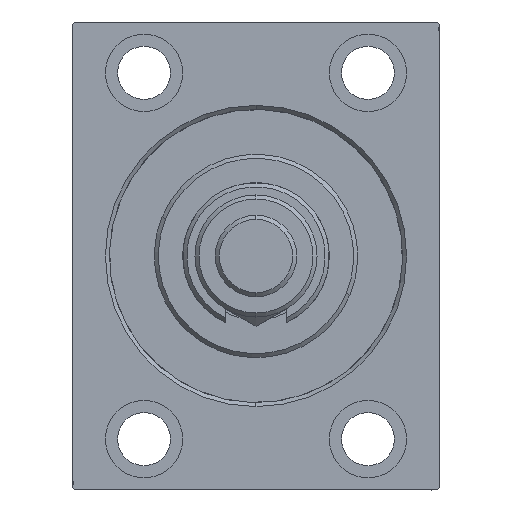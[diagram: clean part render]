
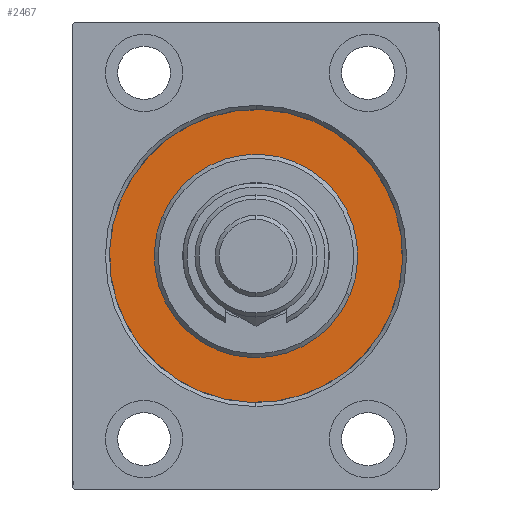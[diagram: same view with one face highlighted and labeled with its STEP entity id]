
A CAD part, left-side view. The second image highlights one B-rep face of the part: STEP entity #2467.
In plain terms, the highlighted face is planar.
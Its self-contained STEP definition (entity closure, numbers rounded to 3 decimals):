
#630 = DIRECTION ( 'NONE',  ( -1., 0., 0. ) ) ;
#1168 = VERTEX_POINT ( 'NONE', #46056 ) ;
#1966 = FACE_BOUND ( 'NONE', #9117, .T. ) ;
#2467 = ADVANCED_FACE ( 'NONE', ( #1966, #27485 ), #27003, .F. ) ;
#3139 = ORIENTED_EDGE ( 'NONE', *, *, #26870, .F. ) ;
#3513 = DIRECTION ( 'NONE',  ( 0., 0., 1. ) ) ;
#6039 = VERTEX_POINT ( 'NONE', #25562 ) ;
#7076 = VERTEX_POINT ( 'NONE', #35894 ) ;
#7859 = EDGE_CURVE ( 'NONE', #6039, #1168, #46119, .T. ) ;
#8786 = AXIS2_PLACEMENT_3D ( 'NONE', #42686, #20782, #35243 ) ;
#9117 = EDGE_LOOP ( 'NONE', ( #3139, #15286 ) ) ;
#9184 = CARTESIAN_POINT ( 'NONE',  ( 0., 0., 0. ) ) ;
#9412 = EDGE_LOOP ( 'NONE', ( #9500, #12284 ) ) ;
#9500 = ORIENTED_EDGE ( 'NONE', *, *, #7859, .F. ) ;
#9560 = AXIS2_PLACEMENT_3D ( 'NONE', #16640, #42619, #9654 ) ;
#9654 = DIRECTION ( 'NONE',  ( 0., 0., 1. ) ) ;
#10782 = DIRECTION ( 'NONE',  ( 0., 0., -1. ) ) ;
#11025 = DIRECTION ( 'NONE',  ( 1., 0., 0. ) ) ;
#12284 = ORIENTED_EDGE ( 'NONE', *, *, #39026, .F. ) ;
#12523 = VERTEX_POINT ( 'NONE', #34746 ) ;
#12722 = AXIS2_PLACEMENT_3D ( 'NONE', #18493, #11025, #10782 ) ;
#13039 = DIRECTION ( 'NONE',  ( 0., 0., 1. ) ) ;
#15286 = ORIENTED_EDGE ( 'NONE', *, *, #25321, .F. ) ;
#16640 = CARTESIAN_POINT ( 'NONE',  ( 0., 0., 0. ) ) ;
#18285 = CIRCLE ( 'NONE', #19078, 36. ) ;
#18493 = CARTESIAN_POINT ( 'NONE',  ( 0., 0., 0. ) ) ;
#19078 = AXIS2_PLACEMENT_3D ( 'NONE', #9184, #35183, #13039 ) ;
#20782 = DIRECTION ( 'NONE',  ( 1., 0., 0. ) ) ;
#23437 = CIRCLE ( 'NONE', #8786, 25. ) ;
#25321 = EDGE_CURVE ( 'NONE', #12523, #7076, #23437, .T. ) ;
#25562 = CARTESIAN_POINT ( 'NONE',  ( 0., 0., -36. ) ) ;
#26870 = EDGE_CURVE ( 'NONE', #7076, #12523, #43442, .T. ) ;
#27003 = PLANE ( 'NONE',  #9560 ) ;
#27485 = FACE_OUTER_BOUND ( 'NONE', #9412, .T. ) ;
#34746 = CARTESIAN_POINT ( 'NONE',  ( 0., 0., -25. ) ) ;
#35183 = DIRECTION ( 'NONE',  ( -1., 0., 0. ) ) ;
#35243 = DIRECTION ( 'NONE',  ( 0., 0., -1. ) ) ;
#35894 = CARTESIAN_POINT ( 'NONE',  ( 0., 0., 25. ) ) ;
#36490 = CARTESIAN_POINT ( 'NONE',  ( 0., 0., 0. ) ) ;
#37665 = AXIS2_PLACEMENT_3D ( 'NONE', #36490, #630, #3513 ) ;
#39026 = EDGE_CURVE ( 'NONE', #1168, #6039, #18285, .T. ) ;
#42619 = DIRECTION ( 'NONE',  ( -1., 0., 0. ) ) ;
#42686 = CARTESIAN_POINT ( 'NONE',  ( 0., 0., 0. ) ) ;
#43442 = CIRCLE ( 'NONE', #12722, 25. ) ;
#46056 = CARTESIAN_POINT ( 'NONE',  ( 0., 0., 36. ) ) ;
#46119 = CIRCLE ( 'NONE', #37665, 36. ) ;
